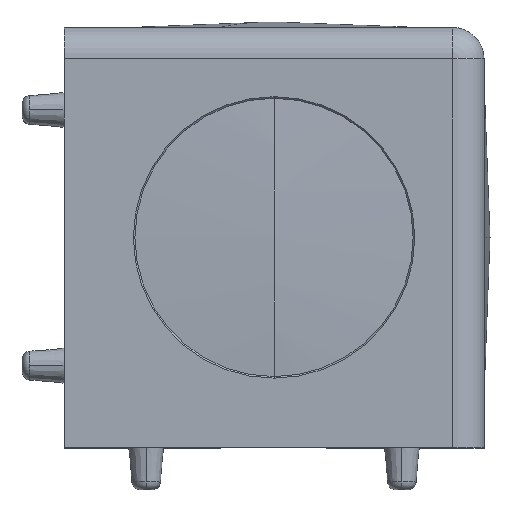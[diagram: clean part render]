
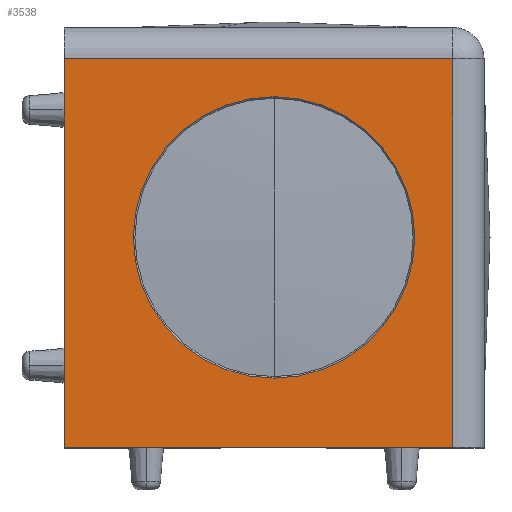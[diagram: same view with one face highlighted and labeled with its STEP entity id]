
A CAD part, top view. The second image highlights one B-rep face of the part: STEP entity #3538.
In plain terms, the highlighted face is planar.
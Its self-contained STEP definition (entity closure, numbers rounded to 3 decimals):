
#23 = VERTEX_POINT ( 'NONE', #5239 ) ;
#121 = CARTESIAN_POINT ( 'NONE',  ( -20., -20., -20. ) ) ;
#321 = DIRECTION ( 'NONE',  ( 0., 0., -1. ) ) ;
#457 = EDGE_CURVE ( 'NONE', #4079, #3541, #4587, .T. ) ;
#544 = ORIENTED_EDGE ( 'NONE', *, *, #3806, .F. ) ;
#629 = EDGE_CURVE ( 'NONE', #2572, #23, #5048, .T. ) ;
#666 = VECTOR ( 'NONE', #1511, 1000. ) ;
#701 = FACE_BOUND ( 'NONE', #4141, .T. ) ;
#714 = CARTESIAN_POINT ( 'NONE',  ( -17., -20., -20. ) ) ;
#777 = LINE ( 'NONE', #1580, #2900 ) ;
#810 = ORIENTED_EDGE ( 'NONE', *, *, #2147, .T. ) ;
#888 = LINE ( 'NONE', #5171, #4275 ) ;
#1020 = EDGE_LOOP ( 'NONE', ( #544, #4199, #810, #5177 ) ) ;
#1455 = DIRECTION ( 'NONE',  ( -1., 0., 0. ) ) ;
#1511 = DIRECTION ( 'NONE',  ( -1., 0., 0. ) ) ;
#1580 = CARTESIAN_POINT ( 'NONE',  ( -17., -20., 20. ) ) ;
#1675 = ORIENTED_EDGE ( 'NONE', *, *, #3009, .T. ) ;
#1973 = CARTESIAN_POINT ( 'NONE',  ( -20., -20., 17. ) ) ;
#2147 = EDGE_CURVE ( 'NONE', #23, #2949, #777, .T. ) ;
#2216 = DIRECTION ( 'NONE',  ( -1., 0., 0. ) ) ;
#2218 = VECTOR ( 'NONE', #4367, 1000. ) ;
#2322 = EDGE_CURVE ( 'NONE', #2949, #4061, #3483, .T. ) ;
#2459 = CARTESIAN_POINT ( 'NONE',  ( 0., -20., 0. ) ) ;
#2572 = VERTEX_POINT ( 'NONE', #4591 ) ;
#2900 = VECTOR ( 'NONE', #321, 1000. ) ;
#2903 = DIRECTION ( 'NONE',  ( -1., 0., 0. ) ) ;
#2949 = VERTEX_POINT ( 'NONE', #714 ) ;
#3009 = EDGE_CURVE ( 'NONE', #3541, #4079, #3835, .T. ) ;
#3048 = DIRECTION ( 'NONE',  ( 0., 0., -1. ) ) ;
#3053 = CARTESIAN_POINT ( 'NONE',  ( 13.4, -20., 0. ) ) ;
#3317 = CARTESIAN_POINT ( 'NONE',  ( 0., -20., 0. ) ) ;
#3482 = PLANE ( 'NONE',  #5425 ) ;
#3483 = LINE ( 'NONE', #121, #2218 ) ;
#3509 = AXIS2_PLACEMENT_3D ( 'NONE', #3317, #5305, #1455 ) ;
#3538 = ADVANCED_FACE ( 'NONE', ( #701, #4955 ), #3482, .F. ) ;
#3541 = VERTEX_POINT ( 'NONE', #3053 ) ;
#3700 = CARTESIAN_POINT ( 'NONE',  ( 20., -20., -20. ) ) ;
#3806 = EDGE_CURVE ( 'NONE', #2572, #4061, #888, .T. ) ;
#3835 = CIRCLE ( 'NONE', #4797, 13.4 ) ;
#3913 = CARTESIAN_POINT ( 'NONE',  ( -20., -20., 20. ) ) ;
#4061 = VERTEX_POINT ( 'NONE', #3700 ) ;
#4079 = VERTEX_POINT ( 'NONE', #4986 ) ;
#4141 = EDGE_LOOP ( 'NONE', ( #1675, #5062 ) ) ;
#4199 = ORIENTED_EDGE ( 'NONE', *, *, #629, .T. ) ;
#4275 = VECTOR ( 'NONE', #3048, 1000. ) ;
#4367 = DIRECTION ( 'NONE',  ( 1., 0., 0. ) ) ;
#4587 = CIRCLE ( 'NONE', #3509, 13.4 ) ;
#4591 = CARTESIAN_POINT ( 'NONE',  ( 20., -20., 17. ) ) ;
#4767 = DIRECTION ( 'NONE',  ( 0., 1., 0. ) ) ;
#4797 = AXIS2_PLACEMENT_3D ( 'NONE', #2459, #5419, #2903 ) ;
#4955 = FACE_OUTER_BOUND ( 'NONE', #1020, .T. ) ;
#4986 = CARTESIAN_POINT ( 'NONE',  ( -13.4, -20., 0. ) ) ;
#5048 = LINE ( 'NONE', #1973, #666 ) ;
#5062 = ORIENTED_EDGE ( 'NONE', *, *, #457, .T. ) ;
#5171 = CARTESIAN_POINT ( 'NONE',  ( 20., -20., 20. ) ) ;
#5177 = ORIENTED_EDGE ( 'NONE', *, *, #2322, .T. ) ;
#5239 = CARTESIAN_POINT ( 'NONE',  ( -17., -20., 17. ) ) ;
#5305 = DIRECTION ( 'NONE',  ( 0., 1., 0. ) ) ;
#5419 = DIRECTION ( 'NONE',  ( 0., 1., 0. ) ) ;
#5425 = AXIS2_PLACEMENT_3D ( 'NONE', #3913, #4767, #2216 ) ;
